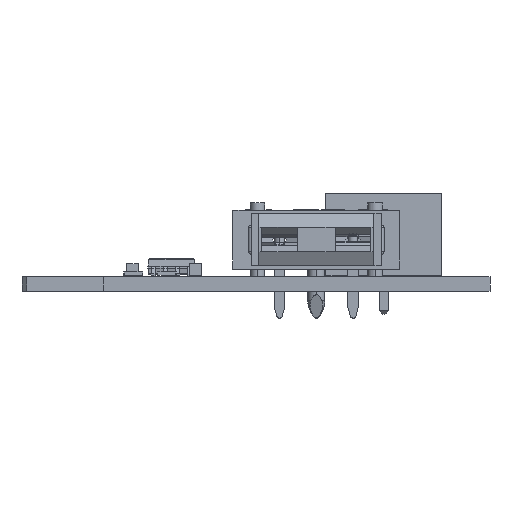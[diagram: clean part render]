
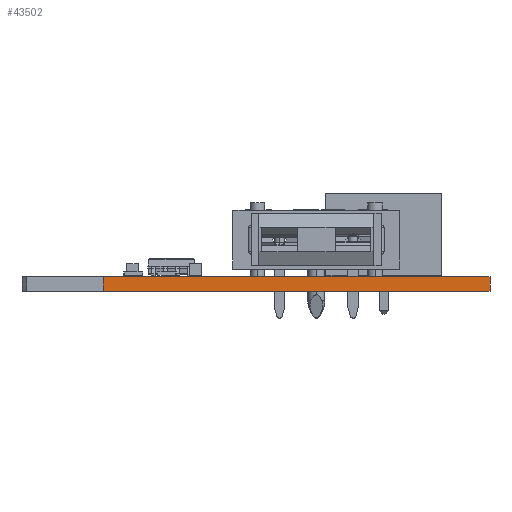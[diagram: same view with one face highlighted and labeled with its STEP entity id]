
A CAD part, front view. The second image highlights one B-rep face of the part: STEP entity #43502.
In plain terms, the highlighted planar face has unit normal (0, -1, 0).
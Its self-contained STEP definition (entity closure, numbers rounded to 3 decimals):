
#43502 = ADVANCED_FACE('',(#43503),#43537,.T.);
#43503 = FACE_BOUND('',#43504,.T.);
#43504 = EDGE_LOOP('',(#43505,#43515,#43523,#43531));
#43505 = ORIENTED_EDGE('',*,*,#43506,.T.);
#43506 = EDGE_CURVE('',#43507,#43509,#43511,.T.);
#43507 = VERTEX_POINT('',#43508);
#43508 = CARTESIAN_POINT('',(90.,-103.65,0.));
#43509 = VERTEX_POINT('',#43510);
#43510 = CARTESIAN_POINT('',(90.,-103.65,1.51));
#43511 = LINE('',#43512,#43513);
#43512 = CARTESIAN_POINT('',(90.,-103.65,0.));
#43513 = VECTOR('',#43514,1.);
#43514 = DIRECTION('',(0.,0.,1.));
#43515 = ORIENTED_EDGE('',*,*,#43516,.T.);
#43516 = EDGE_CURVE('',#43509,#43517,#43519,.T.);
#43517 = VERTEX_POINT('',#43518);
#43518 = CARTESIAN_POINT('',(49.9,-103.65,1.51));
#43519 = LINE('',#43520,#43521);
#43520 = CARTESIAN_POINT('',(90.,-103.65,1.51));
#43521 = VECTOR('',#43522,1.);
#43522 = DIRECTION('',(-1.,0.,0.));
#43523 = ORIENTED_EDGE('',*,*,#43524,.F.);
#43524 = EDGE_CURVE('',#43525,#43517,#43527,.T.);
#43525 = VERTEX_POINT('',#43526);
#43526 = CARTESIAN_POINT('',(49.9,-103.65,0.));
#43527 = LINE('',#43528,#43529);
#43528 = CARTESIAN_POINT('',(49.9,-103.65,0.));
#43529 = VECTOR('',#43530,1.);
#43530 = DIRECTION('',(0.,0.,1.));
#43531 = ORIENTED_EDGE('',*,*,#43532,.F.);
#43532 = EDGE_CURVE('',#43507,#43525,#43533,.T.);
#43533 = LINE('',#43534,#43535);
#43534 = CARTESIAN_POINT('',(90.,-103.65,0.));
#43535 = VECTOR('',#43536,1.);
#43536 = DIRECTION('',(-1.,0.,0.));
#43537 = PLANE('',#43538);
#43538 = AXIS2_PLACEMENT_3D('',#43539,#43540,#43541);
#43539 = CARTESIAN_POINT('',(90.,-103.65,0.));
#43540 = DIRECTION('',(0.,-1.,0.));
#43541 = DIRECTION('',(-1.,0.,0.));
